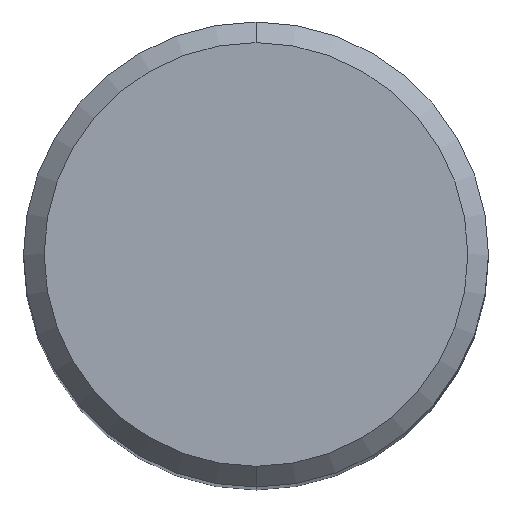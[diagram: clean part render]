
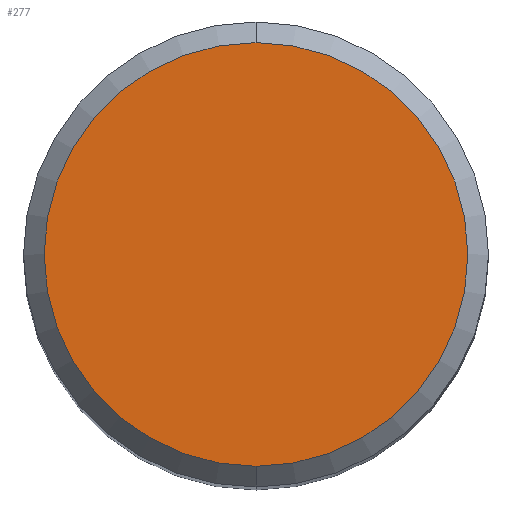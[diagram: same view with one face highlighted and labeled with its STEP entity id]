
A CAD part, top view. The second image highlights one B-rep face of the part: STEP entity #277.
In plain terms, the highlighted planar face has unit normal (0, 0, 1).
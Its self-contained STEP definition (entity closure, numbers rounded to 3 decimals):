
#179=VERTEX_POINT('',#486);
#185=EDGE_CURVE('',#291,#179,#492,.T.);
#213=EDGE_CURVE('',#179,#291,#524,.T.);
#277=ADVANCED_FACE('',(#593),#594,.T.);
#291=VERTEX_POINT('',#610);
#486=CARTESIAN_POINT('',(0.,-8.2,0.0));
#492=CIRCLE('',#824,8.2);
#524=CIRCLE('',#889,8.2);
#593=FACE_OUTER_BOUND('',#1020,.T.);
#594=PLANE('',#1021);
#610=CARTESIAN_POINT('',(0.0,8.2,0.0));
#824=AXIS2_PLACEMENT_3D('',#1510,#1511,#1512);
#889=AXIS2_PLACEMENT_3D('',#1550,#1551,#1552);
#1020=EDGE_LOOP('',(#1618,#1619));
#1021=AXIS2_PLACEMENT_3D('',#1620,#1621,#1622);
#1510=CARTESIAN_POINT('',(0.0,0.0,0.0));
#1511=DIRECTION('',(0.0,0.0,-1.0));
#1512=DIRECTION('',(0.0,1.0,0.0));
#1550=CARTESIAN_POINT('',(0.0,0.0,0.0));
#1551=DIRECTION('',(0.0,0.0,-1.0));
#1552=DIRECTION('',(0.0,1.0,0.0));
#1618=ORIENTED_EDGE('',*,*,#185,.F.);
#1619=ORIENTED_EDGE('',*,*,#213,.F.);
#1620=CARTESIAN_POINT('',(0.0,4.1,0.0));
#1621=DIRECTION('',(-0.0,0.0,1.0));
#1622=DIRECTION('',(0.0,-1.0,0.0));
